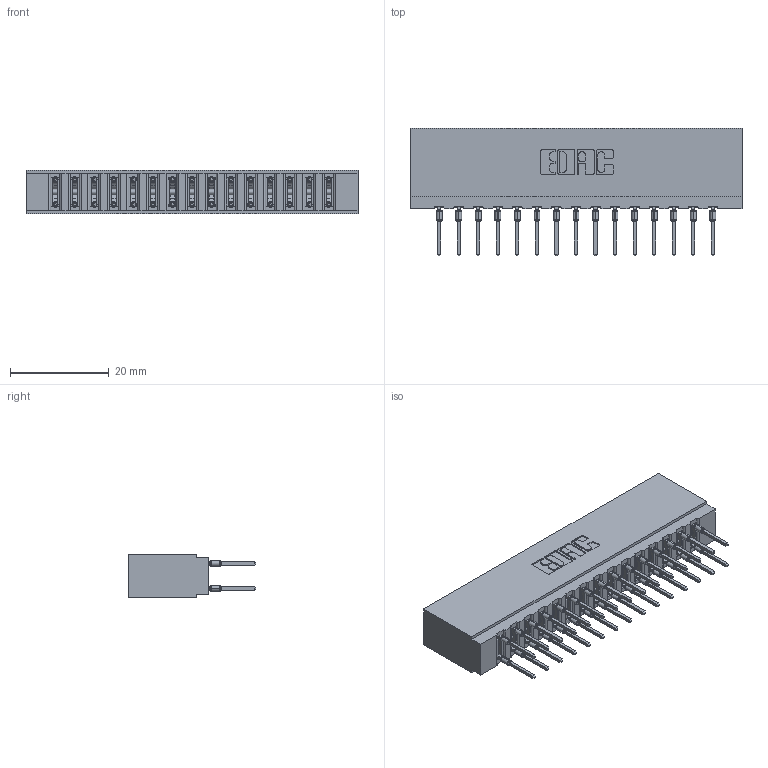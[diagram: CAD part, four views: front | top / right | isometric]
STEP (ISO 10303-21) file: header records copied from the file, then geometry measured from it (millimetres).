
FILE_DESCRIPTION (( 'STEP AP203' ), '1' );
FILE_NAME ('737-030-522-201.STEP', '2026-03-05T22:13:31', ( '' ), ( '' ), 'SwSTEP 2.0', 'SolidWorks 2023', '' );
FILE_SCHEMA (( 'CONFIG_CONTROL_DESIGN' ));
Length unit declared in the file: millimetre
Products named in the file (3): 745-292-001_522; 737 Part_Insulator Option - 01; 737-030-522-201
Assembly tree (31 placements, depth 2):
  737-030-522-201
    737 Part_Insulator Option - 01
    745-292-001_522  x30
Bounding box: 67.31 x 25.92 x 8.89 mm (x, y, z)
Volume: 6795 mm3; surface area: 9754.7 mm2
Topology: 31 solids, 31 shells, 2794 faces, 7515 edges, 4730 vertices
Faces by surface type: plane 1449, bspline 600, cylinder 565, torus 180
Entity records: 29401 total; most frequent: CARTESIAN_POINT 5615, ORIENTED_EDGE 4996, DIRECTION 4384, EDGE_CURVE 2498, LINE 2226, VECTOR 2226, VERTEX_POINT 1598, AXIS2_PLACEMENT_3D 1079
